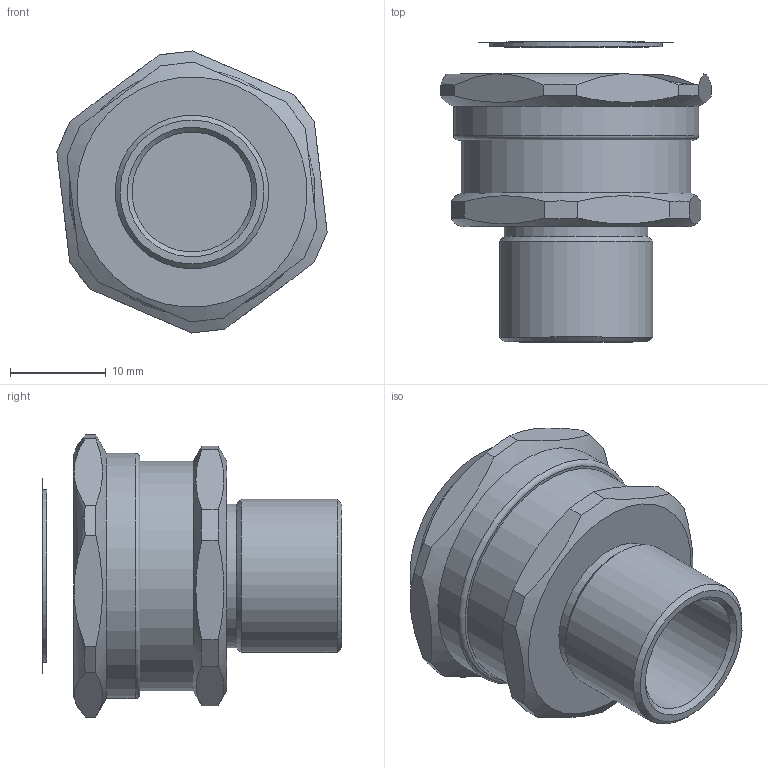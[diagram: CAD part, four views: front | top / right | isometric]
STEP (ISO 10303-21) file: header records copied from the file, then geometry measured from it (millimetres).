
FILE_DESCRIPTION(/* description */ ('','CAx-IF Rec.Pracs.---Representation and Presentation of Product Manufacturing Information (PMI)---4.0---2014-10-13'),/* implementation_level */ '2;1');
FILE_NAME(/* name */ 'ЗЭТАРУС МВН-М16-МР12.stp',/* time_stamp */ '2022-06-16T10:09:42+07:00',/* author */ ('zeta-09'),/* organization */ (''),/* preprocessor_version */ 'ST-DEVELOPER v18.1',/* originating_system */ 'Autodesk Inventor 2021',/* authorisation */ '');
FILE_SCHEMA (('AP242_MANAGED_MODEL_BASED_3D_ENGINEERING_MIM_LF { 1 0 10303 442 1 1 4 }'));
Length unit declared in the file: millimetre
Products named in the file (1): Деталь10
Bounding box: 28.16 x 31.24 x 29.38 mm (x, y, z)
Volume: 10515.2 mm3; surface area: 4137.3 mm2
Topology: 1 solids, 3 shells, 53 faces, 123 edges, 80 vertices
Faces by surface type: plane 34, cone 8, cylinder 7, bspline 2, torus 2
Full cylindrical faces by diameter (mm): 12.5 x1, 15 x1, 16 x1, 18 x1, 24 x1, 25.6 x1
Entity records: 1727 total; most frequent: CARTESIAN_POINT 477, ORIENTED_EDGE 244, DIRECTION 223, EDGE_CURVE 123, AXIS2_PLACEMENT_3D 93, VERTEX_POINT 80, EDGE_LOOP 59, FACE_OUTER_BOUND 53
